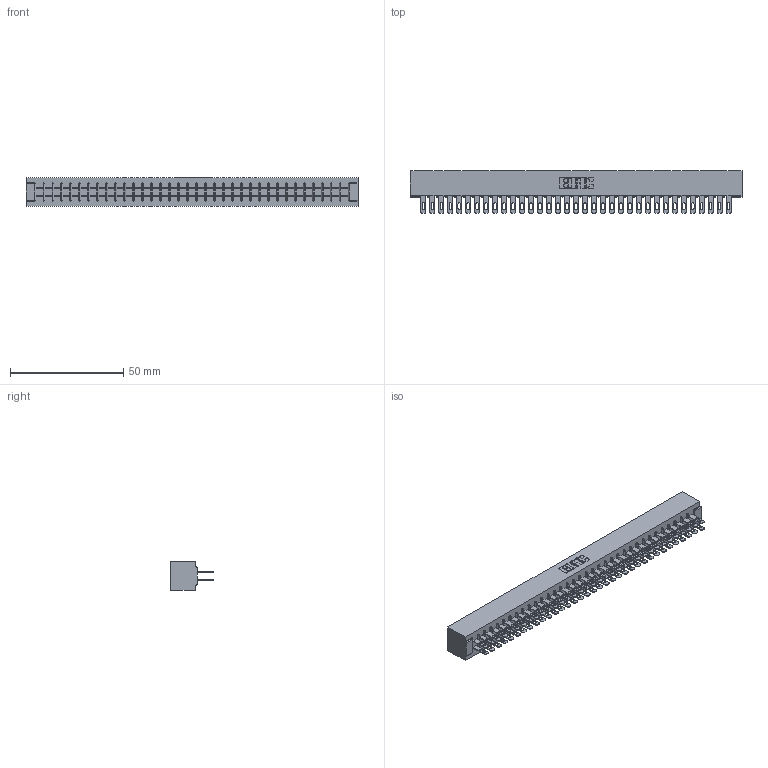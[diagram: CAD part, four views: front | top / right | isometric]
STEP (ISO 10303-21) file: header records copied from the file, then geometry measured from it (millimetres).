
FILE_DESCRIPTION (( 'STEP AP203' ), '1' );
FILE_NAME ('315-070-500-201.STEP', '2019-09-10T21:19:50', ( '' ), ( '' ), 'SwSTEP 2.0', 'SolidWorks 2016', '' );
FILE_SCHEMA (( 'CONFIG_CONTROL_DESIGN' ));
Length unit declared in the file: inch
Products named in the file (3): 315-070-500-201; 305 Part_No Mounting; 305-290-001_500
Assembly tree (71 placements, depth 2):
  315-070-500-201
    305 Part_No Mounting
    305-290-001_500  x70
Bounding box: 146.56 x 18.85 x 12.7 mm (x, y, z)
Volume: 15951.1 mm3; surface area: 21903.4 mm2
Topology: 71 solids, 71 shells, 3608 faces, 10337 edges, 6702 vertices
Faces by surface type: plane 2024, cylinder 1444, sphere 140
Entity records: 38492 total; most frequent: CARTESIAN_POINT 6367, ORIENTED_EDGE 6318, DIRECTION 6165, EDGE_CURVE 3159, LINE 2549, VECTOR 2549, VERTEX_POINT 2010, AXIS2_PLACEMENT_3D 1808
